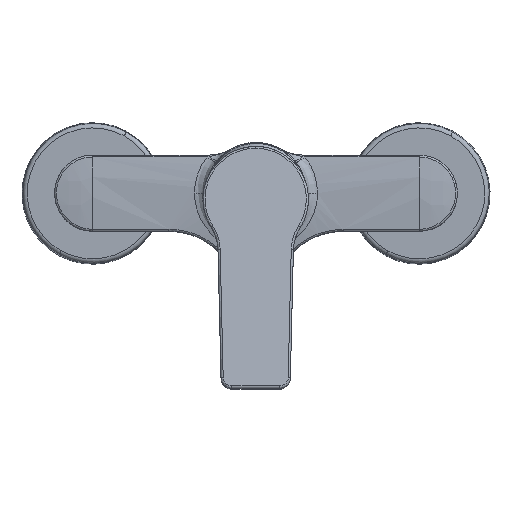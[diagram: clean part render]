
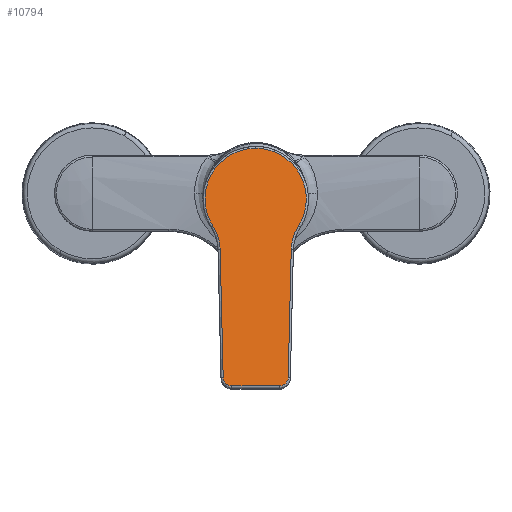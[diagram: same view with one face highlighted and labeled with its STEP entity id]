
A CAD part, top view. The second image highlights one B-rep face of the part: STEP entity #10794.
In plain terms, the highlighted planar face has unit normal (0, 0.174, 0.985).
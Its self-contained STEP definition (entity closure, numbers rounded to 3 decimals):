
#94 = EDGE_CURVE ( 'NONE', #15894, #5492, #3663, .T. ) ;
#282 = CARTESIAN_POINT ( 'NONE',  ( 19.46, -15.193, 77.302 ) ) ;
#423 = CARTESIAN_POINT ( 'NONE',  ( 16.199, -25.401, 79.102 ) ) ;
#456 = DIRECTION ( 'NONE',  ( 0., 0.174, 0.985 ) ) ;
#625 = CARTESIAN_POINT ( 'NONE',  ( 14.777, -84.869, 89.588 ) ) ;
#862 = CARTESIAN_POINT ( 'NONE',  ( -15.778, -55.421, 84.395 ) ) ;
#1705 = CARTESIAN_POINT ( 'NONE',  ( 19.46, -15.193, 77.302 ) ) ;
#1981 = FACE_OUTER_BOUND ( 'NONE', #10764, .T. ) ;
#2055 = CARTESIAN_POINT ( 'NONE',  ( 10.778, -88.716, 90.266 ) ) ;
#2062 = CARTESIAN_POINT ( 'NONE',  ( 30.618, 2.33, 74.212 ) ) ;
#2373 = DIRECTION ( 'NONE',  ( -1., -0.023, 0.004 ) ) ;
#2795 = EDGE_CURVE ( 'NONE', #12815, #11048, #7735, .T. ) ;
#2888 = EDGE_CURVE ( 'NONE', #5187, #11250, #13979, .T. ) ;
#2956 = DIRECTION ( 'NONE',  ( 0., -0.174, -0.985 ) ) ;
#3011 = CARTESIAN_POINT ( 'NONE',  ( -0.15, 20.543, 71.001 ) ) ;
#3014 = CARTESIAN_POINT ( 'NONE',  ( 16.331, -23.126, 78.701 ) ) ;
#3071 = CARTESIAN_POINT ( 'NONE',  ( 16.179, -25.973, 79.203 ) ) ;
#3153 = AXIS2_PLACEMENT_3D ( 'NONE', #6623, #456, #12731 ) ;
#3663 = CIRCLE ( 'NONE', #10357, 4. ) ;
#3865 = ORIENTED_EDGE ( 'NONE', *, *, #2795, .F. ) ;
#3881 = ORIENTED_EDGE ( 'NONE', *, *, #94, .T. ) ;
#4044 = DIRECTION ( 'NONE',  ( -1., 0., 0. ) ) ;
#4050 = CARTESIAN_POINT ( 'NONE',  ( -11.078, -88.716, 90.266 ) ) ;
#4114 = CARTESIAN_POINT ( 'NONE',  ( -16.479, -25.973, 79.203 ) ) ;
#4215 = CARTESIAN_POINT ( 'NONE',  ( 16.179, -25.973, 79.203 ) ) ;
#4262 = LINE ( 'NONE', #12743, #15179 ) ;
#4560 = CARTESIAN_POINT ( 'NONE',  ( -0.15, 20.543, 71.001 ) ) ;
#5138 = CARTESIAN_POINT ( 'NONE',  ( -18.634, -16.961, 77.614 ) ) ;
#5187 = VERTEX_POINT ( 'NONE', #625 ) ;
#5285 = CARTESIAN_POINT ( 'NONE',  ( -17.73, -18.867, 77.95 ) ) ;
#5332 = CARTESIAN_POINT ( 'NONE',  ( -16.491, -25.591, 79.136 ) ) ;
#5492 = VERTEX_POINT ( 'NONE', #4050 ) ;
#5526 = CARTESIAN_POINT ( 'NONE',  ( 17.43, -18.867, 77.95 ) ) ;
#5556 = CARTESIAN_POINT ( 'NONE',  ( 20.624, 20.543, 71.001 ) ) ;
#5576 = EDGE_CURVE ( 'NONE', #7934, #10015, #14721, .T. ) ;
#5609 = ORIENTED_EDGE ( 'NONE', *, *, #13604, .T. ) ;
#6112 = EDGE_CURVE ( 'NONE', #7934, #12815, #14811, .T. ) ;
#6515 = CARTESIAN_POINT ( 'NONE',  ( -16.631, -23.126, 78.701 ) ) ;
#6623 = CARTESIAN_POINT ( 'NONE',  ( -0.15, 2.91, 74.11 ) ) ;
#6745 = CARTESIAN_POINT ( 'NONE',  ( -20.924, 20.543, 71.001 ) ) ;
#6835 = CARTESIAN_POINT ( 'NONE',  ( -0.15, 20.543, 71.001 ) ) ;
#7138 = ORIENTED_EDGE ( 'NONE', *, *, #14360, .F. ) ;
#7408 = DIRECTION ( 'NONE',  ( 0., 0.174, 0.985 ) ) ;
#7580 = CARTESIAN_POINT ( 'NONE',  ( -16.479, -25.973, 79.203 ) ) ;
#7735 = B_SPLINE_CURVE_WITH_KNOTS ( 'NONE', 5,
 ( #1705, #11560, #5526, #15274, #3014, #423, #11501, #10388, #3071 ),
 .UNSPECIFIED., .F., .F.,
 ( 6, 3, 6 ),
 ( 0., 0.916, 1. ),
 .UNSPECIFIED. ) ;
#7934 = VERTEX_POINT ( 'NONE', #4560 ) ;
#8018 = CARTESIAN_POINT ( 'NONE',  ( 19.46, -15.193, 77.302 ) ) ;
#8135 = DIRECTION ( 'NONE',  ( -0.023, -0.985, 0.174 ) ) ;
#8397 = ORIENTED_EDGE ( 'NONE', *, *, #5576, .T. ) ;
#8534 = EDGE_CURVE ( 'NONE', #11048, #5187, #15321, .T. ) ;
#9397 = EDGE_CURVE ( 'NONE', #14880, #15894, #11547, .T. ) ;
#9472 = B_SPLINE_CURVE_WITH_KNOTS ( 'NONE', 5,
 ( #11218, #5138, #5285, #10091, #6515, #11471, #5332, #15186, #4114 ),
 .UNSPECIFIED., .F., .F.,
 ( 6, 3, 6 ),
 ( 0., 0.916, 1. ),
 .UNSPECIFIED. ) ;
#10015 = VERTEX_POINT ( 'NONE', #10280 ) ;
#10091 = CARTESIAN_POINT ( 'NONE',  ( -17.071, -20.873, 78.304 ) ) ;
#10153 = CARTESIAN_POINT ( 'NONE',  ( 15.478, -55.421, 84.395 ) ) ;
#10257 = PLANE ( 'NONE',  #3153 ) ;
#10280 = CARTESIAN_POINT ( 'NONE',  ( -19.76, -15.193, 77.302 ) ) ;
#10335 = CARTESIAN_POINT ( 'NONE',  ( 10.778, -84.776, 89.572 ) ) ;
#10357 = AXIS2_PLACEMENT_3D ( 'NONE', #11044, #7408, #2373 ) ;
#10388 = CARTESIAN_POINT ( 'NONE',  ( 16.184, -25.782, 79.169 ) ) ;
#10764 = EDGE_LOOP ( 'NONE', ( #8397, #5609, #14347, #3881, #7138, #11443, #12290, #3865, #11773 ) ) ;
#10794 = ADVANCED_FACE ( 'NONE', ( #1981 ), #10257, .T. ) ;
#11044 = CARTESIAN_POINT ( 'NONE',  ( -11.078, -84.776, 89.572 ) ) ;
#11048 = VERTEX_POINT ( 'NONE', #4215 ) ;
#11218 = CARTESIAN_POINT ( 'NONE',  ( -19.76, -15.193, 77.302 ) ) ;
#11250 = VERTEX_POINT ( 'NONE', #2055 ) ;
#11294 = AXIS2_PLACEMENT_3D ( 'NONE', #10335, #2956, #14067 ) ;
#11443 = ORIENTED_EDGE ( 'NONE', *, *, #2888, .F. ) ;
#11471 = CARTESIAN_POINT ( 'NONE',  ( -16.499, -25.401, 79.102 ) ) ;
#11501 = CARTESIAN_POINT ( 'NONE',  ( 16.191, -25.591, 79.136 ) ) ;
#11547 = LINE ( 'NONE', #862, #15209 ) ;
#11560 = CARTESIAN_POINT ( 'NONE',  ( 18.334, -16.961, 77.614 ) ) ;
#11773 = ORIENTED_EDGE ( 'NONE', *, *, #6112, .F. ) ;
#11787 = DIRECTION ( 'NONE',  ( 0.023, -0.985, 0.174 ) ) ;
#12290 = ORIENTED_EDGE ( 'NONE', *, *, #8534, .F. ) ;
#12731 = DIRECTION ( 'NONE',  ( 1., 0., 0. ) ) ;
#12743 = CARTESIAN_POINT ( 'NONE',  ( -0.15, -88.716, 90.266 ) ) ;
#12806 = CARTESIAN_POINT ( 'NONE',  ( -19.76, -15.193, 77.302 ) ) ;
#12815 = VERTEX_POINT ( 'NONE', #282 ) ;
#13604 = EDGE_CURVE ( 'NONE', #10015, #14880, #9472, .T. ) ;
#13646 = VECTOR ( 'NONE', #8135, 1000. ) ;
#13979 = CIRCLE ( 'NONE', #11294, 4. ) ;
#14067 = DIRECTION ( 'NONE',  ( 1., -0.023, 0.004 ) ) ;
#14347 = ORIENTED_EDGE ( 'NONE', *, *, #9397, .T. ) ;
#14360 = EDGE_CURVE ( 'NONE', #11250, #5492, #4262, .T. ) ;
#14721 =( BOUNDED_CURVE ( )  B_SPLINE_CURVE ( 3, ( #3011, #6745, #15427, #12806 ),
 .UNSPECIFIED., .F., .F. ) 
 B_SPLINE_CURVE_WITH_KNOTS ( ( 4, 4 ),
 ( 3.142, 5.279 ),
 .UNSPECIFIED. ) 
 CURVE ( )  GEOMETRIC_REPRESENTATION_ITEM ( )  RATIONAL_B_SPLINE_CURVE ( ( 1., 0.654, 0.654, 1. ) ) 
 REPRESENTATION_ITEM ( '' )  );
#14811 =( BOUNDED_CURVE ( )  B_SPLINE_CURVE ( 3, ( #6835, #5556, #2062, #8018 ),
 .UNSPECIFIED., .F., .F. ) 
 B_SPLINE_CURVE_WITH_KNOTS ( ( 4, 4 ),
 ( 6.283, 8.421 ),
 .UNSPECIFIED. ) 
 CURVE ( )  GEOMETRIC_REPRESENTATION_ITEM ( )  RATIONAL_B_SPLINE_CURVE ( ( 1., 0.654, 0.654, 1. ) ) 
 REPRESENTATION_ITEM ( '' )  );
#14880 = VERTEX_POINT ( 'NONE', #7580 ) ;
#15179 = VECTOR ( 'NONE', #4044, 1000. ) ;
#15186 = CARTESIAN_POINT ( 'NONE',  ( -16.484, -25.782, 79.169 ) ) ;
#15209 = VECTOR ( 'NONE', #11787, 1000. ) ;
#15274 = CARTESIAN_POINT ( 'NONE',  ( 16.771, -20.873, 78.304 ) ) ;
#15314 = CARTESIAN_POINT ( 'NONE',  ( -15.077, -84.869, 89.588 ) ) ;
#15321 = LINE ( 'NONE', #10153, #13646 ) ;
#15427 = CARTESIAN_POINT ( 'NONE',  ( -30.918, 2.33, 74.212 ) ) ;
#15894 = VERTEX_POINT ( 'NONE', #15314 ) ;
